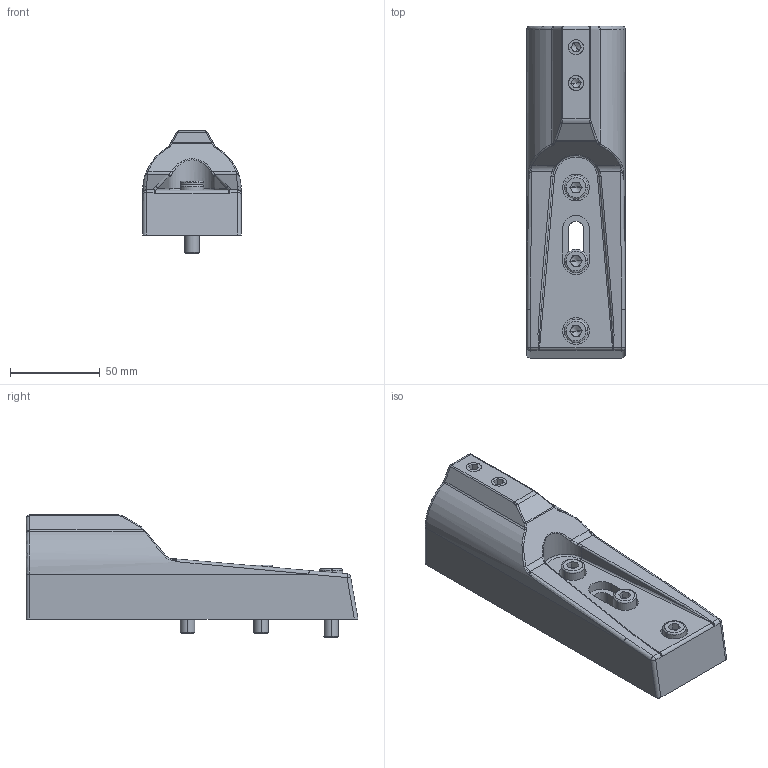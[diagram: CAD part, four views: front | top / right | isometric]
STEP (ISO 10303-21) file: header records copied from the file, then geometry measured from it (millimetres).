
FILE_DESCRIPTION (( 'STEP AP214' ), '1' );
FILE_NAME ('AL-SPS.BA.S Îñíîâàíèå áîêîâîå.STEP', '2026-03-10T12:59:39', ( '' ), ( '' ), 'SwSTEP 2.0', 'SolidWorks 2021', '' );
FILE_SCHEMA (( 'AUTOMOTIVE_DESIGN' ));
Length unit declared in the file: millimetre
Products named in the file (5): spring lock washers--normal type gb_GB_FASTENER_WASHER_SW 8; hexagon socket head cap screws gb_GB_FASTENER_SCREWS_HSHCS M8X30-C; AL-SPS.BA.S Îñíîâàíèå áîêîâîå; 耜晚盓釱; hex socket set screws with flat point gb_GB_FASTENER_SCREWS_HSFP M10X12-C
Assembly tree (8 placements, depth 2):
  AL-SPS.BA.S Îñíîâàíèå áîêîâîå
    耜晚盓釱
    spring lock washers--normal type gb_GB_FASTENER_WASHER_SW 8  x2
    hexagon socket head cap screws gb_GB_FASTENER_SCREWS_HSHCS M8X30-C  x3
    hex socket set screws with flat point gb_GB_FASTENER_SCREWS_HSFP M10X12-C  x2
Bounding box: 55 x 185 x 68.05 mm (x, y, z)
Volume: 279667.1 mm3; surface area: 54787 mm2
Topology: 8 solids, 8 shells, 252 faces, 590 edges, 345 vertices
Faces by surface type: plane 105, cylinder 79, bspline 44, cone 24
Entity records: 6972 total; most frequent: CARTESIAN_POINT 3135, ORIENTED_EDGE 780, DIRECTION 727, EDGE_CURVE 390, AXIS2_PLACEMENT_3D 278, VERTEX_POINT 234, EDGE_LOOP 186, LINE 171
